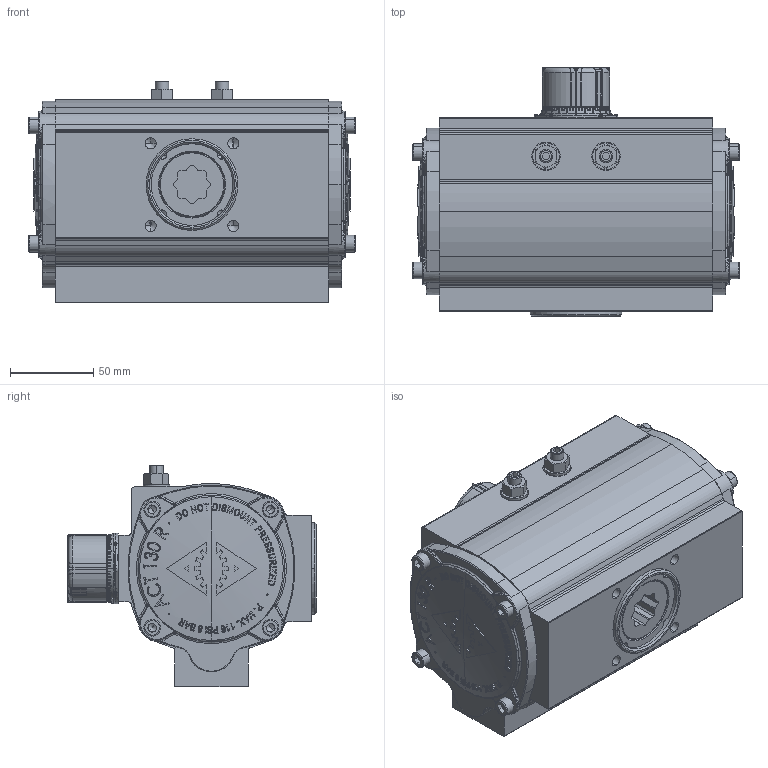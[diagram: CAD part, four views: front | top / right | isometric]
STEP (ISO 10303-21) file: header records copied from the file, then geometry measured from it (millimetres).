
FILE_DESCRIPTION (( 'STEP AP214' ), '1' );
FILE_NAME ('0130 ADA.STEP', '2011-12-07T10:39:22', ( 'ossuin - p' ), ( 'Ossuin' ), 'SwSTEP 2.0', 'SolidWorks 2010', '' );
FILE_SCHEMA (( 'AUTOMOTIVE_DESIGN' ));
Length unit declared in the file: millimetre
Products named in the file (10): E0130N; DIN 915 - M8 x 30-C_DIN 915 - M8 x 30-C; Tapon ﾘ45; CR0080; C0130; 0130 ADA; Washer DIN 125 - A 8.4_Default; DIN 912 M6 x 25 --- 25C_Default; T0130c; Hexagon Nut ISO 4032 - M8 - D - C_Default
Assembly tree (20 placements, depth 2):
  0130 ADA
    Washer DIN 125 - A 8.4_Default  x2
    DIN 912 M6 x 25 --- 25C_Default  x8
    T0130c  x2
    DIN 915 - M8 x 30-C_DIN 915 - M8 x 30-C  x2
    Hexagon Nut ISO 4032 - M8 - D - C_Default  x2
    C0130
    E0130N
    CR0080
    Tapon ﾘ45
Bounding box: 195.8 x 149.29 x 133.1 mm (x, y, z)
Volume: 919919.3 mm3; surface area: 245862.2 mm2
Topology: 28 solids, 28 shells, 4934 faces, 13394 edges, 8593 vertices
Faces by surface type: plane 2551, cylinder 990, bspline 659, cone 289, torus 235, sphere 210
Entity records: 142298 total; most frequent: CARTESIAN_POINT 42570, ORIENTED_EDGE 18438, DIRECTION 17723, EDGE_CURVE 9219, AXIS2_PLACEMENT_3D 6930, VERTEX_POINT 5983, CIRCLE 3881, VECTOR 3863
